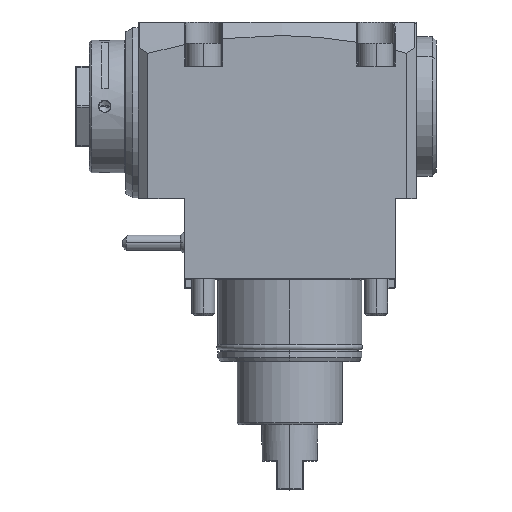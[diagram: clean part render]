
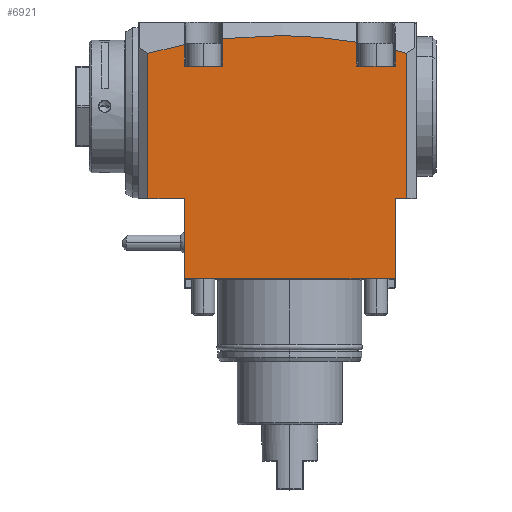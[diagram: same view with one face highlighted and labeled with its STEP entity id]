
A CAD part, top view. The second image highlights one B-rep face of the part: STEP entity #6921.
In plain terms, the highlighted planar face has unit normal (0, 0, 1).
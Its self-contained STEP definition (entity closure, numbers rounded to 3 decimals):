
#1259=DIRECTION('',(-1.,0.,0.));
#1260=VECTOR('',#1259,110.);
#1261=CARTESIAN_POINT('',(134.,0.,56.));
#1262=LINE('',#1261,#1260);
#1427=DIRECTION('',(0.,-1.,0.));
#1428=VECTOR('',#1427,75.637);
#1429=CARTESIAN_POINT('',(140.,117.637,56.));
#1430=LINE('',#1429,#1428);
#1431=DIRECTION('',(-1.,0.,0.));
#1432=VECTOR('',#1431,6.);
#1433=CARTESIAN_POINT('',(140.,42.,56.));
#1434=LINE('',#1433,#1432);
#1435=DIRECTION('',(0.,1.,0.));
#1436=VECTOR('',#1435,42.);
#1437=CARTESIAN_POINT('',(134.,0.,56.));
#1438=LINE('',#1437,#1436);
#1439=DIRECTION('',(0.,1.,0.));
#1440=VECTOR('',#1439,42.);
#1441=CARTESIAN_POINT('',(24.,0.,56.));
#1442=LINE('',#1441,#1440);
#1443=DIRECTION('',(1.,0.,0.));
#1444=VECTOR('',#1443,19.);
#1445=CARTESIAN_POINT('',(5.,42.,56.));
#1446=LINE('',#1445,#1444);
#1447=CARTESIAN_POINT('',(23.931,122.14,56.));
#1448=CARTESIAN_POINT('',(17.564,120.878,56.));
#1449=CARTESIAN_POINT('',(11.254,119.375,56.));
#1450=CARTESIAN_POINT('',(5.,117.637,56.));
#1452=DIRECTION('',(-0.631,0.776,0.));
#1453=VECTOR('',#1452,0.11);
#1454=CARTESIAN_POINT('',(24.,122.055,56.));
#1455=LINE('',#1454,#1453);
#1456=DIRECTION('',(0.,1.,0.));
#1457=VECTOR('',#1456,11.055);
#1458=CARTESIAN_POINT('',(24.,111.,56.));
#1459=LINE('',#1458,#1457);
#1460=DIRECTION('',(0.,-1.,0.));
#1461=VECTOR('',#1460,14.285);
#1462=CARTESIAN_POINT('',(44.,125.285,56.));
#1463=LINE('',#1462,#1461);
#1464=CARTESIAN_POINT('',(44.,125.285,56.));
#1465=CARTESIAN_POINT('',(55.71,126.638,56.));
#1466=CARTESIAN_POINT('',(79.086,127.665,56.));
#1467=CARTESIAN_POINT('',(102.377,125.4,56.));
#1468=CARTESIAN_POINT('',(114.,123.437,56.));
#1470=DIRECTION('',(0.,1.,0.));
#1471=VECTOR('',#1470,12.437);
#1472=CARTESIAN_POINT('',(114.,111.,56.));
#1473=LINE('',#1472,#1471);
#1474=DIRECTION('',(0.,-1.,0.));
#1475=VECTOR('',#1474,8.101);
#1476=CARTESIAN_POINT('',(134.,119.101,56.));
#1477=LINE('',#1476,#1475);
#1478=DIRECTION('',(-0.645,-0.764,0.));
#1479=VECTOR('',#1478,0.136);
#1480=CARTESIAN_POINT('',(134.088,119.205,56.));
#1481=LINE('',#1480,#1479);
#1482=CARTESIAN_POINT('',(134.088,119.205,56.));
#1483=CARTESIAN_POINT('',(136.065,118.706,56.));
#1484=CARTESIAN_POINT('',(138.035,118.183,56.));
#1485=CARTESIAN_POINT('',(140.,117.637,56.));
#1498=CARTESIAN_POINT('',(140.,117.637,56.));
#1925=CARTESIAN_POINT('',(44.,125.285,56.));
#1954=DIRECTION('',(-1.,0.,0.));
#1955=VECTOR('',#1954,20.);
#1956=CARTESIAN_POINT('',(134.,111.,56.));
#1957=LINE('',#1956,#1955);
#2131=DIRECTION('',(-1.,0.,0.));
#2132=VECTOR('',#2131,20.);
#2133=CARTESIAN_POINT('',(44.,111.,56.));
#2134=LINE('',#2133,#2132);
#2229=DIRECTION('',(0.,-1.,0.));
#2230=VECTOR('',#2229,75.637);
#2231=CARTESIAN_POINT('',(5.,117.637,56.));
#2232=LINE('',#2231,#2230);
#2245=CARTESIAN_POINT('',(5.,117.637,56.));
#4583=VERTEX_POINT('',#2245);
#4586=VERTEX_POINT('',#1498);
#4592=CARTESIAN_POINT('',(24.,111.,56.));
#4594=VERTEX_POINT('',#4592);
#4595=CARTESIAN_POINT('',(24.,122.055,56.));
#4596=CARTESIAN_POINT('',(23.931,122.14,56.));
#4597=VERTEX_POINT('',#4595);
#4598=VERTEX_POINT('',#4596);
#4606=VERTEX_POINT('',#1925);
#4607=CARTESIAN_POINT('',(44.,111.,56.));
#4608=VERTEX_POINT('',#4607);
#4629=VERTEX_POINT('',#1482);
#4630=VERTEX_POINT('',#1468);
#4632=CARTESIAN_POINT('',(114.,111.,56.));
#4634=VERTEX_POINT('',#4632);
#4639=CARTESIAN_POINT('',(134.,111.,56.));
#4641=VERTEX_POINT('',#4639);
#4688=CARTESIAN_POINT('',(134.,119.101,56.));
#4690=VERTEX_POINT('',#4688);
#5160=CARTESIAN_POINT('',(24.,0.,56.));
#5161=CARTESIAN_POINT('',(24.,42.,56.));
#5162=VERTEX_POINT('',#5160);
#5163=VERTEX_POINT('',#5161);
#5164=CARTESIAN_POINT('',(5.,42.,56.));
#5165=VERTEX_POINT('',#5164);
#5172=CARTESIAN_POINT('',(134.,0.,56.));
#5173=VERTEX_POINT('',#5172);
#5220=CARTESIAN_POINT('',(140.,42.,56.));
#5221=VERTEX_POINT('',#5220);
#5222=CARTESIAN_POINT('',(134.,42.,56.));
#5223=VERTEX_POINT('',#5222);
#6881=CARTESIAN_POINT('',(0.,134.,56.));
#6882=DIRECTION('',(0.,0.,1.));
#6883=DIRECTION('',(0.,-1.,0.));
#6884=AXIS2_PLACEMENT_3D('',#6881,#6882,#6883);
#6885=PLANE('',#6884);
#6887=ORIENTED_EDGE('',*,*,#6886,.T.);
#6889=ORIENTED_EDGE('',*,*,#6888,.T.);
#6891=ORIENTED_EDGE('',*,*,#6890,.F.);
#6892=ORIENTED_EDGE('',*,*,#6604,.T.);
#6893=ORIENTED_EDGE('',*,*,#6583,.T.);
#6894=ORIENTED_EDGE('',*,*,#6560,.F.);
#6896=ORIENTED_EDGE('',*,*,#6895,.F.);
#6898=ORIENTED_EDGE('',*,*,#6897,.F.);
#6900=ORIENTED_EDGE('',*,*,#6899,.F.);
#6902=ORIENTED_EDGE('',*,*,#6901,.F.);
#6904=ORIENTED_EDGE('',*,*,#6903,.F.);
#6906=ORIENTED_EDGE('',*,*,#6905,.F.);
#6908=ORIENTED_EDGE('',*,*,#6907,.T.);
#6910=ORIENTED_EDGE('',*,*,#6909,.F.);
#6912=ORIENTED_EDGE('',*,*,#6911,.F.);
#6914=ORIENTED_EDGE('',*,*,#6913,.F.);
#6916=ORIENTED_EDGE('',*,*,#6915,.F.);
#6918=ORIENTED_EDGE('',*,*,#6917,.T.);
#6919=EDGE_LOOP('',(#6887,#6889,#6891,#6892,#6893,#6894,#6896,#6898,#6900,#6902,
#6904,#6906,#6908,#6910,#6912,#6914,#6916,#6918));
#6920=FACE_OUTER_BOUND('',#6919,.F.);
#1451=B_SPLINE_CURVE_WITH_KNOTS('',3,(#1447,#1448,#1449,#1450),.UNSPECIFIED.,
.F.,.F.,(4,4),(0.,1.),.UNSPECIFIED.);
#1469=B_SPLINE_CURVE_WITH_KNOTS('',3,(#1464,#1465,#1466,#1467,#1468),
.UNSPECIFIED.,.F.,.F.,(4,1,4),(0.,0.5,1.),.UNSPECIFIED.);
#1486=B_SPLINE_CURVE_WITH_KNOTS('',3,(#1482,#1483,#1484,#1485),.UNSPECIFIED.,
.F.,.F.,(4,4),(0.,1.),.UNSPECIFIED.);
#6560=EDGE_CURVE('',#5165,#5163,#1446,.T.);
#6583=EDGE_CURVE('',#5162,#5163,#1442,.T.);
#6604=EDGE_CURVE('',#5173,#5162,#1262,.T.);
#6886=EDGE_CURVE('',#4586,#5221,#1430,.T.);
#6888=EDGE_CURVE('',#5221,#5223,#1434,.T.);
#6890=EDGE_CURVE('',#5173,#5223,#1438,.T.);
#6895=EDGE_CURVE('',#4583,#5165,#2232,.T.);
#6897=EDGE_CURVE('',#4598,#4583,#1451,.T.);
#6899=EDGE_CURVE('',#4597,#4598,#1455,.T.);
#6901=EDGE_CURVE('',#4594,#4597,#1459,.T.);
#6903=EDGE_CURVE('',#4608,#4594,#2134,.T.);
#6905=EDGE_CURVE('',#4606,#4608,#1463,.T.);
#6907=EDGE_CURVE('',#4606,#4630,#1469,.T.);
#6909=EDGE_CURVE('',#4634,#4630,#1473,.T.);
#6911=EDGE_CURVE('',#4641,#4634,#1957,.T.);
#6913=EDGE_CURVE('',#4690,#4641,#1477,.T.);
#6915=EDGE_CURVE('',#4629,#4690,#1481,.T.);
#6917=EDGE_CURVE('',#4629,#4586,#1486,.T.);
#6921=ADVANCED_FACE('',(#6920),#6885,.T.);
